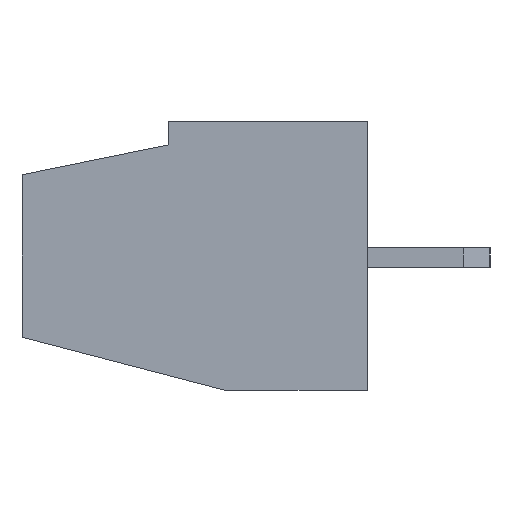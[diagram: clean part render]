
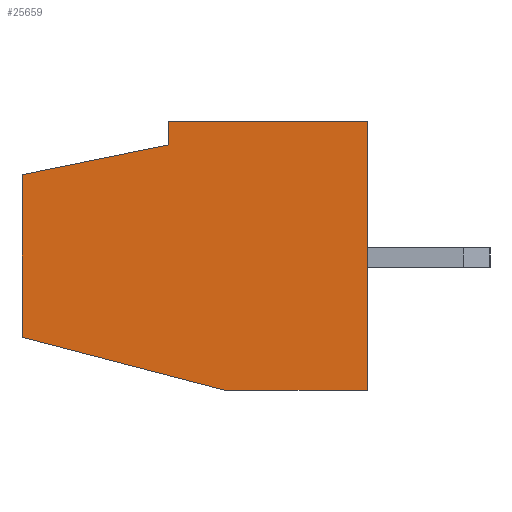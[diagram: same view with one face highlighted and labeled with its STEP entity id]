
A CAD part, left-side view. The second image highlights one B-rep face of the part: STEP entity #25659.
In plain terms, the highlighted planar face has unit normal (-1, 0, 0).
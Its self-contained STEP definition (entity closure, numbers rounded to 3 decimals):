
#646 = LINE ( 'NONE', #22538, #15333 ) ;
#1502 = VERTEX_POINT ( 'NONE', #26885 ) ;
#1628 = CARTESIAN_POINT ( 'NONE',  ( -2.5, 6., 3.4 ) ) ;
#1870 = VERTEX_POINT ( 'NONE', #18298 ) ;
#3043 = ORIENTED_EDGE ( 'NONE', *, *, #8409, .F. ) ;
#3196 = DIRECTION ( 'NONE',  ( 1., 0., 0. ) ) ;
#3798 = CARTESIAN_POINT ( 'NONE',  ( -2.5, 10.4, 4.1 ) ) ;
#3907 = ORIENTED_EDGE ( 'NONE', *, *, #29795, .F. ) ;
#4009 = DIRECTION ( 'NONE',  ( 0., 0., 1. ) ) ;
#4358 = LINE ( 'NONE', #20095, #21546 ) ;
#4545 = VECTOR ( 'NONE', #31441, 1000. ) ;
#4701 = AXIS2_PLACEMENT_3D ( 'NONE', #20917, #3196, #25871 ) ;
#5154 = DIRECTION ( 'NONE',  ( 0., -0.98, 0.2 ) ) ;
#6651 = LINE ( 'NONE', #8910, #4545 ) ;
#6675 = VECTOR ( 'NONE', #28124, 1000. ) ;
#7179 = EDGE_CURVE ( 'NONE', #8306, #18776, #19328, .T. ) ;
#8306 = VERTEX_POINT ( 'NONE', #24537 ) ;
#8409 = EDGE_CURVE ( 'NONE', #10836, #1870, #30660, .T. ) ;
#8773 = VECTOR ( 'NONE', #16797, 1000. ) ;
#8910 = CARTESIAN_POINT ( 'NONE',  ( -2.5, 10.4, 4.1 ) ) ;
#9325 = EDGE_CURVE ( 'NONE', #18477, #1502, #16321, .T. ) ;
#9960 = ORIENTED_EDGE ( 'NONE', *, *, #9325, .T. ) ;
#10070 = VERTEX_POINT ( 'NONE', #19316 ) ;
#10836 = VERTEX_POINT ( 'NONE', #29395 ) ;
#11751 = EDGE_LOOP ( 'NONE', ( #24256, #21163, #3907, #3043, #28071, #22426, #9960 ) ) ;
#11932 = DIRECTION ( 'NONE',  ( 0., 0.968, 0.252 ) ) ;
#12300 = VECTOR ( 'NONE', #4009, 1000. ) ;
#15333 = VECTOR ( 'NONE', #5154, 1000. ) ;
#16321 = LINE ( 'NONE', #28886, #8773 ) ;
#16790 = EDGE_CURVE ( 'NONE', #10070, #18477, #26951, .T. ) ;
#16797 = DIRECTION ( 'NONE',  ( 0., 0., 1. ) ) ;
#17253 = VECTOR ( 'NONE', #19254, 1000. ) ;
#18298 = CARTESIAN_POINT ( 'NONE',  ( -2.5, 10.4, 2.5 ) ) ;
#18477 = VERTEX_POINT ( 'NONE', #25761 ) ;
#18776 = VERTEX_POINT ( 'NONE', #20612 ) ;
#19254 = DIRECTION ( 'NONE',  ( 0., -1., 0. ) ) ;
#19316 = CARTESIAN_POINT ( 'NONE',  ( -2.5, 4.26, -4. ) ) ;
#19328 = LINE ( 'NONE', #1628, #12300 ) ;
#20031 = EDGE_CURVE ( 'NONE', #18776, #1502, #6651, .T. ) ;
#20095 = CARTESIAN_POINT ( 'NONE',  ( -2.5, 10.4, -2.4 ) ) ;
#20612 = CARTESIAN_POINT ( 'NONE',  ( -2.5, 6., 4.1 ) ) ;
#20917 = CARTESIAN_POINT ( 'NONE',  ( -2.5, 10.4, 4.1 ) ) ;
#21163 = ORIENTED_EDGE ( 'NONE', *, *, #7179, .F. ) ;
#21546 = VECTOR ( 'NONE', #11932, 1000. ) ;
#22426 = ORIENTED_EDGE ( 'NONE', *, *, #16790, .T. ) ;
#22538 = CARTESIAN_POINT ( 'NONE',  ( -2.5, 10.4, 2.5 ) ) ;
#23134 = FACE_OUTER_BOUND ( 'NONE', #11751, .T. ) ;
#24256 = ORIENTED_EDGE ( 'NONE', *, *, #20031, .F. ) ;
#24537 = CARTESIAN_POINT ( 'NONE',  ( -2.5, 6., 3.4 ) ) ;
#25380 = PLANE ( 'NONE',  #4701 ) ;
#25659 = ADVANCED_FACE ( 'NONE', ( #23134 ), #25380, .F. ) ;
#25761 = CARTESIAN_POINT ( 'NONE',  ( -2.5, 0., -4. ) ) ;
#25871 = DIRECTION ( 'NONE',  ( 0., 0., -1. ) ) ;
#26885 = CARTESIAN_POINT ( 'NONE',  ( -2.5, 0., 4.1 ) ) ;
#26951 = LINE ( 'NONE', #29375, #17253 ) ;
#28071 = ORIENTED_EDGE ( 'NONE', *, *, #30155, .F. ) ;
#28124 = DIRECTION ( 'NONE',  ( 0., 0., 1. ) ) ;
#28886 = CARTESIAN_POINT ( 'NONE',  ( -2.5, 0., 4.1 ) ) ;
#29375 = CARTESIAN_POINT ( 'NONE',  ( -2.5, 10.4, -4. ) ) ;
#29395 = CARTESIAN_POINT ( 'NONE',  ( -2.5, 10.4, -2.4 ) ) ;
#29795 = EDGE_CURVE ( 'NONE', #1870, #8306, #646, .T. ) ;
#30155 = EDGE_CURVE ( 'NONE', #10070, #10836, #4358, .T. ) ;
#30660 = LINE ( 'NONE', #3798, #6675 ) ;
#31441 = DIRECTION ( 'NONE',  ( 0., -1., 0. ) ) ;
